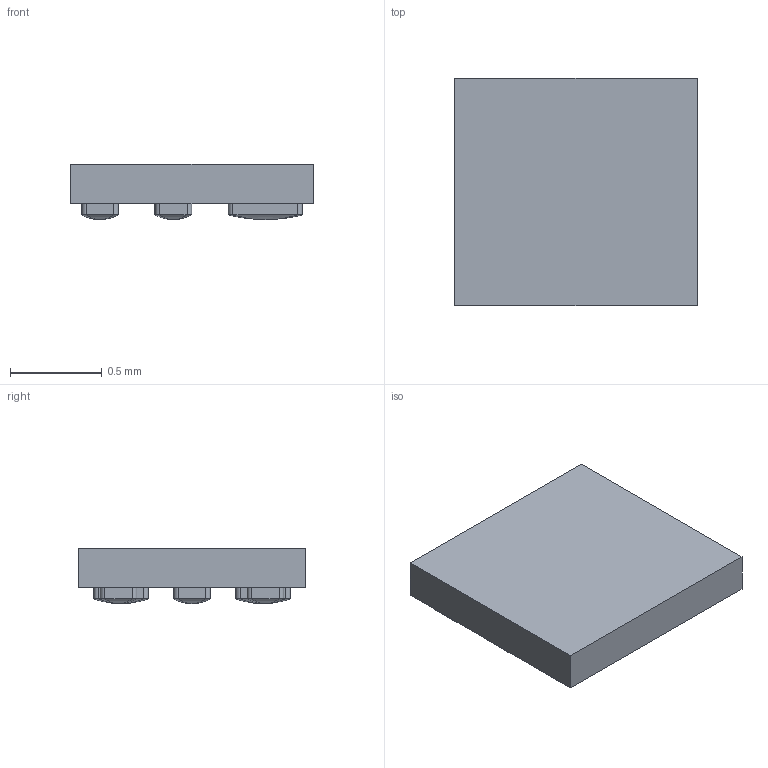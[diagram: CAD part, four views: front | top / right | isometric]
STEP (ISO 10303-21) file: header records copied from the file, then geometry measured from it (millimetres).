
FILE_DESCRIPTION((''),'2;1');
FILE_NAME('YWF0008A_ASM','2022-01-11T11:06:11',('a0412086'),(''),'CREO PARAMETRIC BY PTC INC, 2018500','CREO PARAMETRIC BY PTC INC, 2018500','');
FILE_SCHEMA(('CONFIG_CONTROL_DESIGN','SHAPE_APPEARANCE_LAYERS_GROUPS'));
Length unit declared in the file: millimetre
Products named in the file (8): SILICON_YWF0008A; CU_POST_YWF0008A_AF1; CAP_YWF0008A_AF0; CU_POST_YWF0008A_AF0_ASM; CU_POST_YWF0008A_AF0; CAP_YWF0008A_AF1; CU_POST_YWF0008A_AF1_ASM; YWF0008A_ASM
Assembly tree (13 placements, depth 3):
  YWF0008A_ASM
    SILICON_YWF0008A
    CU_POST_YWF0008A_AF0_ASM  x6
      CU_POST_YWF0008A_AF1
      CAP_YWF0008A_AF0
    CU_POST_YWF0008A_AF1_ASM  x2
      CU_POST_YWF0008A_AF0
      CAP_YWF0008A_AF1
Bounding box: 1.32 x 1.24 x 0.3 mm (x, y, z)
Volume: 0.4 mm3; surface area: 6.7 mm2
Topology: 17 solids, 17 shells, 158 faces, 396 edges, 208 vertices
Faces by surface type: bspline 64, plane 62, cylinder 32
Entity records: 2090 total; most frequent: CARTESIAN_POINT 643, DIRECTION 190, ORIENTED_EDGE 184, PRESENTATION_STYLE_ASSIGNMENT 97, STYLED_ITEM 97, CURVE_STYLE 92, EDGE_CURVE 92, AXIS2_PLACEMENT_3D 69
